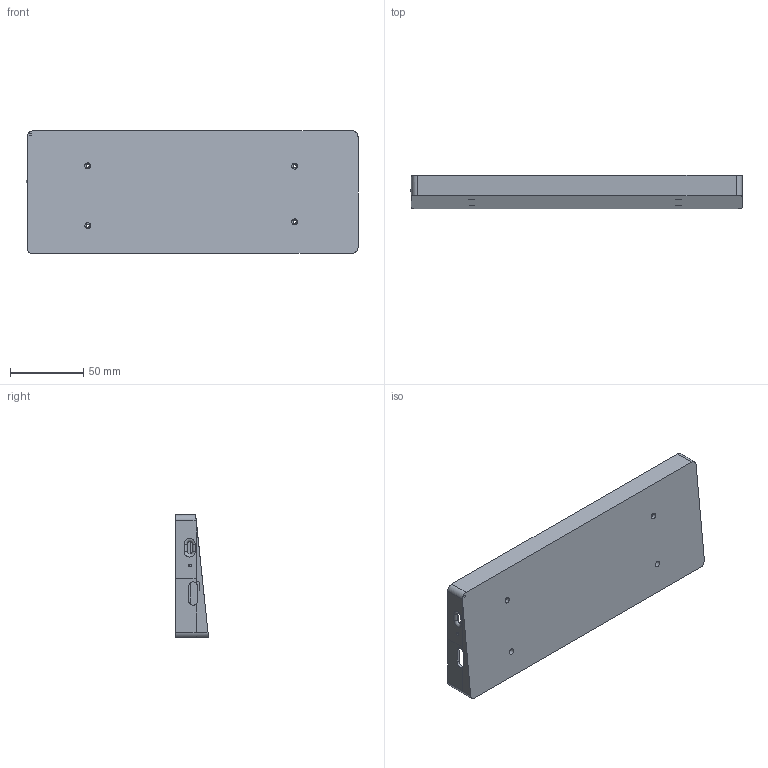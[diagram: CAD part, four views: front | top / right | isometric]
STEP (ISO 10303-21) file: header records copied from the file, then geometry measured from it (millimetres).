
FILE_DESCRIPTION(/* description */ (''),/* implementation_level */ '2;1');
FILE_NAME(/* name */ 'cool336_case_design v17.step',/* time_stamp */ '2024-08-26T17:38:50+09:00',/* author */ (''),/* organization */ (''),/* preprocessor_version */ 'ST-DEVELOPER v20',/* originating_system */ 'Autodesk Translation Framework v13.14.0.145',/* authorisation */ '');
FILE_SCHEMA (('AUTOMOTIVE_DESIGN { 1 0 10303 214 3 1 1 }'));
Length unit declared in the file: millimetre
Products named in the file (1): cool336_case_design
Bounding box: 226.02 x 22.45 x 83.36 mm (x, y, z)
Volume: 157700 mm3; surface area: 55879.3 mm2
Topology: 2 solids, 2 shells, 125 faces, 335 edges, 215 vertices
Faces by surface type: plane 91, cylinder 31, torus 2, sphere 1
Full cylindrical faces by diameter (mm): 2.2 x4, 4 x4, 5 x3
Entity records: 3921 total; most frequent: CARTESIAN_POINT 673, DIRECTION 665, ORIENTED_EDGE 664, EDGE_CURVE 332, LINE 251, VECTOR 251, VERTEX_POINT 215, AXIS2_PLACEMENT_3D 207
